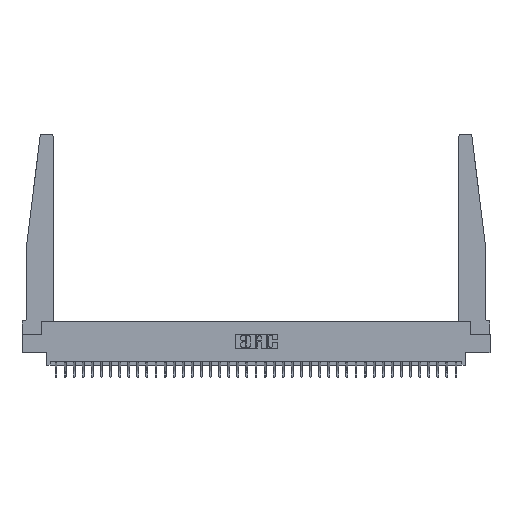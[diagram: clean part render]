
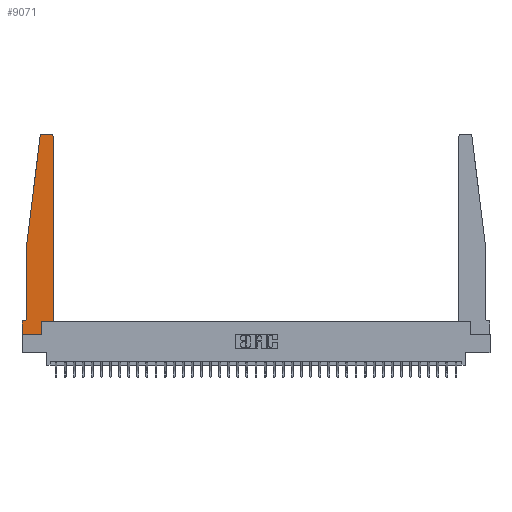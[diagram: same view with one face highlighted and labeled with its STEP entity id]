
A CAD part, top view. The second image highlights one B-rep face of the part: STEP entity #9071.
In plain terms, the highlighted planar face has unit normal (0, 0, 1).
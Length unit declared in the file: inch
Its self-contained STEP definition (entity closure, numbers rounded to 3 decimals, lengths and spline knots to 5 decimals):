
#380 = ORIENTED_EDGE ( 'NONE', *, *, #34439, .T. ) ;
#520 = EDGE_CURVE ( 'NONE', #2393, #17126, #10778, .T. ) ;
#906 = VECTOR ( 'NONE', #9435, 39.37008 ) ;
#912 = CIRCLE ( 'NONE', #15478, 0.05 ) ;
#985 = DIRECTION ( 'NONE',  ( -0.122, -0.992, 0. ) ) ;
#1159 = ORIENTED_EDGE ( 'NONE', *, *, #17903, .T. ) ;
#2004 = CARTESIAN_POINT ( 'NONE',  ( 0.2605, 0.18, 0.37 ) ) ;
#2132 = LINE ( 'NONE', #33948, #10528 ) ;
#2170 = VERTEX_POINT ( 'NONE', #2004 ) ;
#2393 = VERTEX_POINT ( 'NONE', #6350 ) ;
#2567 = ORIENTED_EDGE ( 'NONE', *, *, #27158, .T. ) ;
#2726 = VERTEX_POINT ( 'NONE', #22173 ) ;
#2927 = AXIS2_PLACEMENT_3D ( 'NONE', #11155, #11513, #32293 ) ;
#3311 = EDGE_CURVE ( 'NONE', #7398, #5046, #912, .T. ) ;
#3499 = EDGE_CURVE ( 'NONE', #12897, #4529, #29466, .T. ) ;
#3608 = PLANE ( 'NONE',  #2927 ) ;
#3838 = ORIENTED_EDGE ( 'NONE', *, *, #3311, .T. ) ;
#4529 = VERTEX_POINT ( 'NONE', #28316 ) ;
#4747 = ORIENTED_EDGE ( 'NONE', *, *, #520, .T. ) ;
#5046 = VERTEX_POINT ( 'NONE', #7618 ) ;
#5729 = VECTOR ( 'NONE', #985, 39.37008 ) ;
#6257 = LINE ( 'NONE', #24965, #23111 ) ;
#6350 = CARTESIAN_POINT ( 'NONE',  ( 0.395, 2.75, 0.37 ) ) ;
#6571 = ORIENTED_EDGE ( 'NONE', *, *, #9079, .T. ) ;
#6729 = EDGE_CURVE ( 'NONE', #7003, #2393, #31278, .T. ) ;
#7003 = VERTEX_POINT ( 'NONE', #22748 ) ;
#7289 = CARTESIAN_POINT ( 'NONE',  ( 0.25, 2.75, 0.37 ) ) ;
#7332 = EDGE_CURVE ( 'NONE', #2726, #7003, #30280, .T. ) ;
#7398 = VERTEX_POINT ( 'NONE', #30444 ) ;
#7618 = CARTESIAN_POINT ( 'NONE',  ( 0.015, 0.1875, 0.37 ) ) ;
#7650 = VERTEX_POINT ( 'NONE', #25251 ) ;
#7780 = VERTEX_POINT ( 'NONE', #17753 ) ;
#8973 = CARTESIAN_POINT ( 'NONE',  ( 0.2605, 0.18, 0.37 ) ) ;
#9071 = ADVANCED_FACE ( 'NONE', ( #21964 ), #3608, .T. ) ;
#9079 = EDGE_CURVE ( 'NONE', #7780, #7650, #29689, .T. ) ;
#9323 = ORIENTED_EDGE ( 'NONE', *, *, #6729, .T. ) ;
#9435 = DIRECTION ( 'NONE',  ( 0., 1., 0. ) ) ;
#9545 = CARTESIAN_POINT ( 'NONE',  ( 0.425, 0.18, 0.37 ) ) ;
#10528 = VECTOR ( 'NONE', #20674, 39.37008 ) ;
#10615 = CIRCLE ( 'NONE', #17330, 0.03 ) ;
#10778 = LINE ( 'NONE', #7289, #21987 ) ;
#11155 = CARTESIAN_POINT ( 'NONE',  ( 0., 0.1875, 0.37 ) ) ;
#11513 = DIRECTION ( 'NONE',  ( 0., 0., 1. ) ) ;
#11613 = VECTOR ( 'NONE', #14253, 39.37008 ) ;
#11698 = VERTEX_POINT ( 'NONE', #31839 ) ;
#11980 = ORIENTED_EDGE ( 'NONE', *, *, #25328, .T. ) ;
#12897 = VERTEX_POINT ( 'NONE', #18105 ) ;
#13351 = CARTESIAN_POINT ( 'NONE',  ( 0.065, 1.25, 0.37 ) ) ;
#14253 = DIRECTION ( 'NONE',  ( 1., 0., 0. ) ) ;
#15298 = VECTOR ( 'NONE', #17538, 39.37008 ) ;
#15369 = DIRECTION ( 'NONE',  ( 1., 0., 0. ) ) ;
#15478 = AXIS2_PLACEMENT_3D ( 'NONE', #22636, #31040, #20554 ) ;
#15497 = CARTESIAN_POINT ( 'NONE',  ( 0., 0., 0.37 ) ) ;
#15633 = DIRECTION ( 'NONE',  ( 0., -1., 0. ) ) ;
#16211 = AXIS2_PLACEMENT_3D ( 'NONE', #21710, #26964, #18774 ) ;
#17082 = ORIENTED_EDGE ( 'NONE', *, *, #3499, .T. ) ;
#17126 = VERTEX_POINT ( 'NONE', #18869 ) ;
#17330 = AXIS2_PLACEMENT_3D ( 'NONE', #23200, #20601, #15369 ) ;
#17538 = DIRECTION ( 'NONE',  ( 0., 1., 0. ) ) ;
#17753 = CARTESIAN_POINT ( 'NONE',  ( 0.24675, 2.72367, 0.37 ) ) ;
#17903 = EDGE_CURVE ( 'NONE', #5046, #11698, #2132, .T. ) ;
#18105 = CARTESIAN_POINT ( 'NONE',  ( 0., 0., 0.37 ) ) ;
#18774 = DIRECTION ( 'NONE',  ( 1., 0., 0. ) ) ;
#18869 = CARTESIAN_POINT ( 'NONE',  ( 0.27653, 2.75, 0.37 ) ) ;
#18984 = DIRECTION ( 'NONE',  ( 0., -1., 0. ) ) ;
#20213 = DIRECTION ( 'NONE',  ( 1., 0., 0. ) ) ;
#20423 = VECTOR ( 'NONE', #20213, 39.37008 ) ;
#20554 = DIRECTION ( 'NONE',  ( -1., 0., 0. ) ) ;
#20601 = DIRECTION ( 'NONE',  ( 0., 0., 1. ) ) ;
#20674 = DIRECTION ( 'NONE',  ( -1., 0., 0. ) ) ;
#21710 = CARTESIAN_POINT ( 'NONE',  ( 0.395, 2.72, 0.37 ) ) ;
#21964 = FACE_OUTER_BOUND ( 'NONE', #27938, .T. ) ;
#21987 = VECTOR ( 'NONE', #25997, 39.37008 ) ;
#22173 = CARTESIAN_POINT ( 'NONE',  ( 0.425, 0.18, 0.37 ) ) ;
#22250 = LINE ( 'NONE', #8973, #15298 ) ;
#22636 = CARTESIAN_POINT ( 'NONE',  ( 0.015, 0.2375, 0.37 ) ) ;
#22748 = CARTESIAN_POINT ( 'NONE',  ( 0.425, 2.72, 0.37 ) ) ;
#23111 = VECTOR ( 'NONE', #18984, 39.37008 ) ;
#23200 = CARTESIAN_POINT ( 'NONE',  ( 0.27653, 2.72, 0.37 ) ) ;
#24965 = CARTESIAN_POINT ( 'NONE',  ( 0., 0., 0.37 ) ) ;
#25068 = EDGE_CURVE ( 'NONE', #4529, #2170, #22250, .T. ) ;
#25099 = ORIENTED_EDGE ( 'NONE', *, *, #25068, .T. ) ;
#25251 = CARTESIAN_POINT ( 'NONE',  ( 0.065, 1.25, 0.37 ) ) ;
#25328 = EDGE_CURVE ( 'NONE', #11698, #12897, #6257, .T. ) ;
#25997 = DIRECTION ( 'NONE',  ( -1., 0., 0. ) ) ;
#26124 = ORIENTED_EDGE ( 'NONE', *, *, #7332, .T. ) ;
#26795 = LINE ( 'NONE', #13351, #34451 ) ;
#26964 = DIRECTION ( 'NONE',  ( 0., 0., 1. ) ) ;
#27158 = EDGE_CURVE ( 'NONE', #2170, #2726, #33488, .T. ) ;
#27751 = CARTESIAN_POINT ( 'NONE',  ( 0.065, 1.25, 0.37 ) ) ;
#27799 = ORIENTED_EDGE ( 'NONE', *, *, #29154, .T. ) ;
#27938 = EDGE_LOOP ( 'NONE', ( #4747, #380, #6571, #27799, #3838, #1159, #11980, #17082, #25099, #2567, #26124, #9323 ) ) ;
#28316 = CARTESIAN_POINT ( 'NONE',  ( 0.2605, 0., 0.37 ) ) ;
#29154 = EDGE_CURVE ( 'NONE', #7650, #7398, #26795, .T. ) ;
#29466 = LINE ( 'NONE', #15497, #11613 ) ;
#29689 = LINE ( 'NONE', #27751, #5729 ) ;
#30280 = LINE ( 'NONE', #30774, #906 ) ;
#30444 = CARTESIAN_POINT ( 'NONE',  ( 0.065, 0.2375, 0.37 ) ) ;
#30774 = CARTESIAN_POINT ( 'NONE',  ( 0.425, 0.18, 0.37 ) ) ;
#31040 = DIRECTION ( 'NONE',  ( 0., 0., -1. ) ) ;
#31278 = CIRCLE ( 'NONE', #16211, 0.03 ) ;
#31839 = CARTESIAN_POINT ( 'NONE',  ( 0., 0.1875, 0.37 ) ) ;
#32293 = DIRECTION ( 'NONE',  ( 1., 0., 0. ) ) ;
#33488 = LINE ( 'NONE', #9545, #20423 ) ;
#33948 = CARTESIAN_POINT ( 'NONE',  ( 0.065, 0.1875, 0.37 ) ) ;
#34439 = EDGE_CURVE ( 'NONE', #17126, #7780, #10615, .T. ) ;
#34451 = VECTOR ( 'NONE', #15633, 39.37008 ) ;
